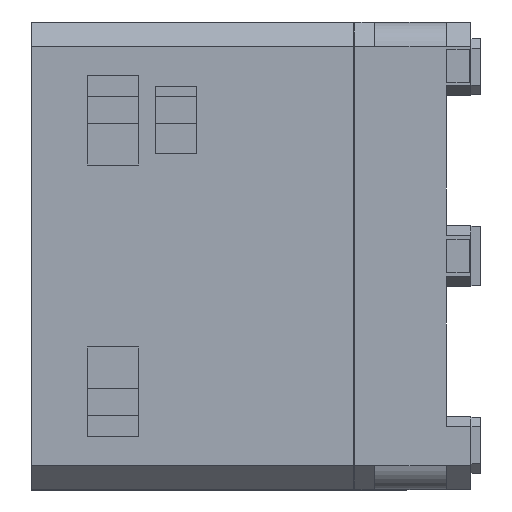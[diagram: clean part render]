
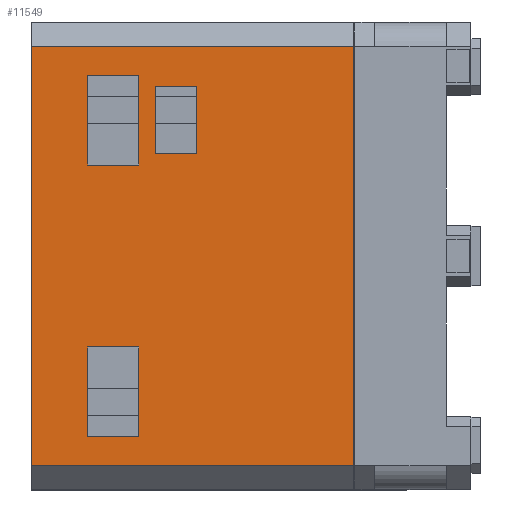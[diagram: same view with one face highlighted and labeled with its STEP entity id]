
A CAD part, left-side view. The second image highlights one B-rep face of the part: STEP entity #11549.
In plain terms, the highlighted face is planar.
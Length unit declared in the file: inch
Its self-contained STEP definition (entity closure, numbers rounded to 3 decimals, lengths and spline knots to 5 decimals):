
#10504=DIRECTION('',(0.,0.,-1.));
#10505=VECTOR('',#10504,43.);
#10506=CARTESIAN_POINT('',(0.,33.035,21.5));
#10507=LINE('',#10506,#10505);
#10508=DIRECTION('',(0.,1.,0.));
#10509=VECTOR('',#10508,33.035);
#10510=CARTESIAN_POINT('',(0.,0.,-21.5));
#10511=LINE('',#10510,#10509);
#10512=DIRECTION('',(0.,0.,1.));
#10513=VECTOR('',#10512,43.);
#10514=CARTESIAN_POINT('',(0.,0.,-21.5));
#10515=LINE('',#10514,#10513);
#10516=DIRECTION('',(0.,1.,0.));
#10517=VECTOR('',#10516,33.035);
#10518=CARTESIAN_POINT('',(0.,0.,21.5));
#10519=LINE('',#10518,#10517);
#10520=DIRECTION('',(0.,0.,-1.));
#10521=VECTOR('',#10520,9.23);
#10522=CARTESIAN_POINT('',(0.,22.0368,18.5628));
#10523=LINE('',#10522,#10521);
#10524=DIRECTION('',(0.,1.,0.));
#10525=VECTOR('',#10524,5.25);
#10526=CARTESIAN_POINT('',(0.,22.0368,9.3328));
#10527=LINE('',#10526,#10525);
#10528=DIRECTION('',(0.,0.,1.));
#10529=VECTOR('',#10528,9.23);
#10530=CARTESIAN_POINT('',(0.,27.2868,9.3328));
#10531=LINE('',#10530,#10529);
#10532=DIRECTION('',(0.,-1.,0.));
#10533=VECTOR('',#10532,5.25);
#10534=CARTESIAN_POINT('',(0.,27.2868,18.5628));
#10535=LINE('',#10534,#10533);
#10536=DIRECTION('',(0.,1.,0.));
#10537=VECTOR('',#10536,5.25);
#10538=CARTESIAN_POINT('',(0.,22.0368,-18.5628));
#10539=LINE('',#10538,#10537);
#10540=DIRECTION('',(0.,0.,1.));
#10541=VECTOR('',#10540,9.23);
#10542=CARTESIAN_POINT('',(0.,27.2868,-18.5628));
#10543=LINE('',#10542,#10541);
#10544=DIRECTION('',(0.,-1.,0.));
#10545=VECTOR('',#10544,5.25);
#10546=CARTESIAN_POINT('',(0.,27.2868,-9.3328));
#10547=LINE('',#10546,#10545);
#10548=DIRECTION('',(0.,0.,-1.));
#10549=VECTOR('',#10548,9.23);
#10550=CARTESIAN_POINT('',(0.,22.0368,-9.3328));
#10551=LINE('',#10550,#10549);
#10552=DIRECTION('',(0.,0.,-1.));
#10553=VECTOR('',#10552,6.875);
#10554=CARTESIAN_POINT('',(0.,16.09,-10.5103));
#10555=LINE('',#10554,#10553);
#10556=DIRECTION('',(0.,1.,0.));
#10557=VECTOR('',#10556,4.25);
#10558=CARTESIAN_POINT('',(0.,16.09,-17.3853));
#10559=LINE('',#10558,#10557);
#10560=DIRECTION('',(0.,0.,1.));
#10561=VECTOR('',#10560,6.875);
#10562=CARTESIAN_POINT('',(0.,20.34,-17.3853));
#10563=LINE('',#10562,#10561);
#10564=DIRECTION('',(0.,-1.,0.));
#10565=VECTOR('',#10564,4.25);
#10566=CARTESIAN_POINT('',(0.,20.34,-10.5103));
#10567=LINE('',#10566,#10565);
#11052=CARTESIAN_POINT('',(0.,0.,21.5));
#11053=VERTEX_POINT('',#11052);
#11060=CARTESIAN_POINT('',(0.,33.035,21.5));
#11061=VERTEX_POINT('',#11060);
#11144=CARTESIAN_POINT('',(0.,0.,-21.5));
#11145=VERTEX_POINT('',#11144);
#11152=CARTESIAN_POINT('',(0.,33.035,-21.5));
#11153=VERTEX_POINT('',#11152);
#11254=CARTESIAN_POINT('',(0.,22.0368,18.5628));
#11255=CARTESIAN_POINT('',(0.,22.0368,9.3328));
#11256=VERTEX_POINT('',#11254);
#11257=VERTEX_POINT('',#11255);
#11258=CARTESIAN_POINT('',(0.,27.2868,9.3328));
#11259=VERTEX_POINT('',#11258);
#11260=CARTESIAN_POINT('',(0.,27.2868,18.5628));
#11261=VERTEX_POINT('',#11260);
#11262=CARTESIAN_POINT('',(0.,22.0368,-18.5628));
#11263=CARTESIAN_POINT('',(0.,27.2868,-18.5628));
#11264=VERTEX_POINT('',#11262);
#11265=VERTEX_POINT('',#11263);
#11266=CARTESIAN_POINT('',(0.,27.2868,-9.3328));
#11267=VERTEX_POINT('',#11266);
#11268=CARTESIAN_POINT('',(0.,22.0368,-9.3328));
#11269=VERTEX_POINT('',#11268);
#11270=CARTESIAN_POINT('',(0.,16.09,-10.5103));
#11271=CARTESIAN_POINT('',(0.,16.09,-17.3853));
#11272=VERTEX_POINT('',#11270);
#11273=VERTEX_POINT('',#11271);
#11274=CARTESIAN_POINT('',(0.,20.34,-17.3853));
#11275=VERTEX_POINT('',#11274);
#11276=CARTESIAN_POINT('',(0.,20.34,-10.5103));
#11277=VERTEX_POINT('',#11276);
#11505=CARTESIAN_POINT('',(0.,0.,21.5));
#11506=DIRECTION('',(1.,0.,0.));
#11507=DIRECTION('',(0.,0.,-1.));
#11508=AXIS2_PLACEMENT_3D('',#11505,#11506,#11507);
#11509=PLANE('',#11508);
#11511=ORIENTED_EDGE('',*,*,#11510,.T.);
#11513=ORIENTED_EDGE('',*,*,#11512,.F.);
#11514=ORIENTED_EDGE('',*,*,#11446,.T.);
#11516=ORIENTED_EDGE('',*,*,#11515,.T.);
#11517=EDGE_LOOP('',(#11511,#11513,#11514,#11516));
#11518=FACE_OUTER_BOUND('',#11517,.F.);
#11520=ORIENTED_EDGE('',*,*,#11519,.T.);
#11522=ORIENTED_EDGE('',*,*,#11521,.T.);
#11524=ORIENTED_EDGE('',*,*,#11523,.T.);
#11526=ORIENTED_EDGE('',*,*,#11525,.T.);
#11527=EDGE_LOOP('',(#11520,#11522,#11524,#11526));
#11528=FACE_BOUND('',#11527,.F.);
#11530=ORIENTED_EDGE('',*,*,#11529,.T.);
#11532=ORIENTED_EDGE('',*,*,#11531,.T.);
#11534=ORIENTED_EDGE('',*,*,#11533,.T.);
#11536=ORIENTED_EDGE('',*,*,#11535,.T.);
#11537=EDGE_LOOP('',(#11530,#11532,#11534,#11536));
#11538=FACE_BOUND('',#11537,.F.);
#11540=ORIENTED_EDGE('',*,*,#11539,.T.);
#11542=ORIENTED_EDGE('',*,*,#11541,.T.);
#11544=ORIENTED_EDGE('',*,*,#11543,.T.);
#11546=ORIENTED_EDGE('',*,*,#11545,.T.);
#11547=EDGE_LOOP('',(#11540,#11542,#11544,#11546));
#11548=FACE_BOUND('',#11547,.F.);
#11549=ADVANCED_FACE('',(#11518,#11528,#11538,#11548),#11509,.T.);
#11446=EDGE_CURVE('',#11145,#11053,#10515,.T.);
#11510=EDGE_CURVE('',#11061,#11153,#10507,.T.);
#11512=EDGE_CURVE('',#11145,#11153,#10511,.T.);
#11515=EDGE_CURVE('',#11053,#11061,#10519,.T.);
#11519=EDGE_CURVE('',#11256,#11257,#10523,.T.);
#11521=EDGE_CURVE('',#11257,#11259,#10527,.T.);
#11523=EDGE_CURVE('',#11259,#11261,#10531,.T.);
#11525=EDGE_CURVE('',#11261,#11256,#10535,.T.);
#11529=EDGE_CURVE('',#11264,#11265,#10539,.T.);
#11531=EDGE_CURVE('',#11265,#11267,#10543,.T.);
#11533=EDGE_CURVE('',#11267,#11269,#10547,.T.);
#11535=EDGE_CURVE('',#11269,#11264,#10551,.T.);
#11539=EDGE_CURVE('',#11272,#11273,#10555,.T.);
#11541=EDGE_CURVE('',#11273,#11275,#10559,.T.);
#11543=EDGE_CURVE('',#11275,#11277,#10563,.T.);
#11545=EDGE_CURVE('',#11277,#11272,#10567,.T.);
